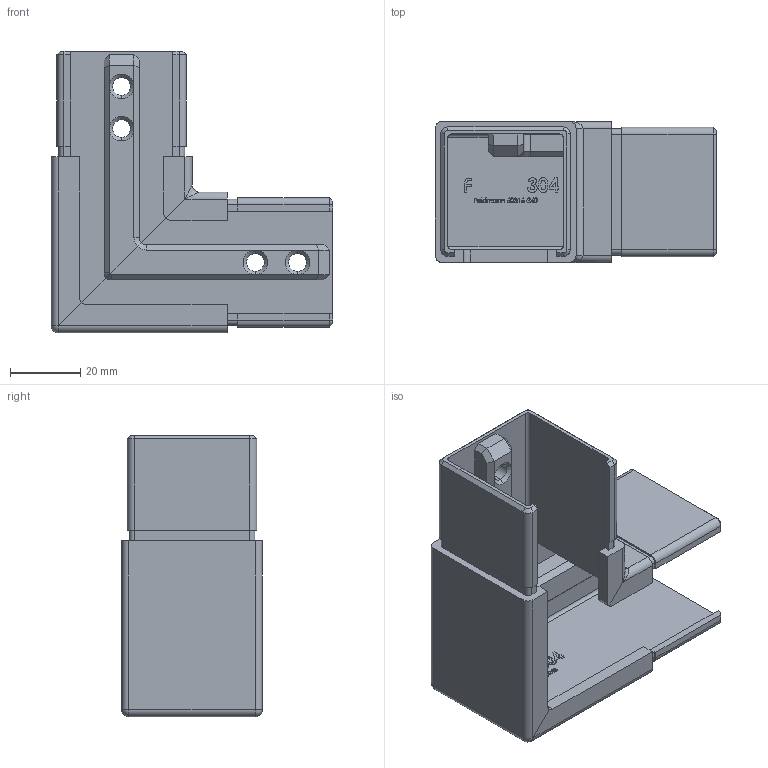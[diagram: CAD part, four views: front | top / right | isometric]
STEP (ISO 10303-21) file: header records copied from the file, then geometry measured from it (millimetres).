
FILE_DESCRIPTION (( 'STEP AP203' ), '1' );
FILE_NAME ('60316-240.step', '2020-11-26T11:38:51', ( '' ), ( '' ), 'SwSTEP 2.0', 'SolidWorks 2018', '' );
FILE_SCHEMA (( 'CONFIG_CONTROL_DESIGN' ));
Length unit declared in the file: millimetre
Products named in the file (2): 60316-240
Bounding box: 80 x 40 x 80 mm (x, y, z)
Volume: 45175.6 mm3; surface area: 30407.6 mm2
Topology: 1 solids, 1 shells, 463 faces, 1192 edges, 754 vertices
Faces by surface type: plane 256, bspline 131, cylinder 46, cone 28, sphere 2
Entity records: 21201 total; most frequent: CARTESIAN_POINT 10662, ORIENTED_EDGE 2376, DIRECTION 1710, EDGE_CURVE 1188, LINE 802, VECTOR 802, VERTEX_POINT 754, EDGE_LOOP 498
